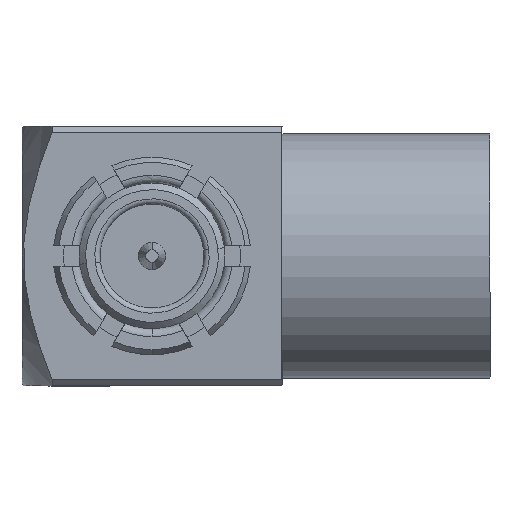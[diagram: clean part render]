
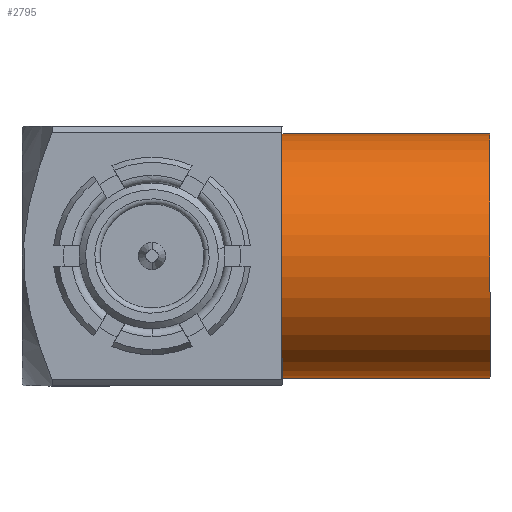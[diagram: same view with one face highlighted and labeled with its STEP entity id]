
A CAD part, left-side view. The second image highlights one B-rep face of the part: STEP entity #2795.
In plain terms, the highlighted cylindrical face has radius 2.35 mm (diameter 4.7 mm), a partial arc.
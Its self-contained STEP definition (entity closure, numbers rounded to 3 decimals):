
#215 = DIRECTION ( 'NONE',  ( 0., 0., -1. ) ) ;
#244 = VERTEX_POINT ( 'NONE', #3271 ) ;
#306 = FACE_OUTER_BOUND ( 'NONE', #4658, .T. ) ;
#571 = DIRECTION ( 'NONE',  ( 0., 1., 0. ) ) ;
#928 = LINE ( 'NONE', #6323, #6098 ) ;
#1071 = ORIENTED_EDGE ( 'NONE', *, *, #5615, .F. ) ;
#1078 = ORIENTED_EDGE ( 'NONE', *, *, #1319, .F. ) ;
#1319 = EDGE_CURVE ( 'NONE', #5380, #6257, #928, .T. ) ;
#1459 = EDGE_CURVE ( 'NONE', #1861, #244, #2058, .T. ) ;
#1861 = VERTEX_POINT ( 'NONE', #4993 ) ;
#1866 = AXIS2_PLACEMENT_3D ( 'NONE', #4254, #4823, #215 ) ;
#1972 = DIRECTION ( 'NONE',  ( 0., 1., 0. ) ) ;
#2012 = CARTESIAN_POINT ( 'NONE',  ( 6.7, -2.5, 0. ) ) ;
#2058 = LINE ( 'NONE', #5891, #3432 ) ;
#2400 = CYLINDRICAL_SURFACE ( 'NONE', #1866, 2.35 ) ;
#2451 = CARTESIAN_POINT ( 'NONE',  ( 6.7, -6.5, 0. ) ) ;
#2546 = DIRECTION ( 'NONE',  ( 0., 0., -1. ) ) ;
#2795 = ADVANCED_FACE ( 'NONE', ( #306 ), #2400, .T. ) ;
#2890 = CARTESIAN_POINT ( 'NONE',  ( 6.7, -6.5, -2.35 ) ) ;
#2965 = DIRECTION ( 'NONE',  ( 0., 0., -1. ) ) ;
#3271 = CARTESIAN_POINT ( 'NONE',  ( 6.7, -2.5, 2.35 ) ) ;
#3351 = AXIS2_PLACEMENT_3D ( 'NONE', #2012, #5633, #2546 ) ;
#3432 = VECTOR ( 'NONE', #1972, 1000. ) ;
#4254 = CARTESIAN_POINT ( 'NONE',  ( 6.7, 3.586, 0. ) ) ;
#4548 = ORIENTED_EDGE ( 'NONE', *, *, #1459, .T. ) ;
#4658 = EDGE_LOOP ( 'NONE', ( #5004, #4548, #1071, #1078 ) ) ;
#4792 = AXIS2_PLACEMENT_3D ( 'NONE', #2451, #6047, #2965 ) ;
#4823 = DIRECTION ( 'NONE',  ( 0., 1., 0. ) ) ;
#4993 = CARTESIAN_POINT ( 'NONE',  ( 6.7, -6.5, 2.35 ) ) ;
#5004 = ORIENTED_EDGE ( 'NONE', *, *, #5350, .T. ) ;
#5350 = EDGE_CURVE ( 'NONE', #5380, #1861, #6387, .T. ) ;
#5380 = VERTEX_POINT ( 'NONE', #2890 ) ;
#5615 = EDGE_CURVE ( 'NONE', #6257, #244, #6384, .T. ) ;
#5633 = DIRECTION ( 'NONE',  ( 0., 1., 0. ) ) ;
#5891 = CARTESIAN_POINT ( 'NONE',  ( 6.7, 3.586, 2.35 ) ) ;
#6047 = DIRECTION ( 'NONE',  ( 0., 1., 0. ) ) ;
#6098 = VECTOR ( 'NONE', #571, 1000. ) ;
#6158 = CARTESIAN_POINT ( 'NONE',  ( 6.7, -2.5, -2.35 ) ) ;
#6257 = VERTEX_POINT ( 'NONE', #6158 ) ;
#6323 = CARTESIAN_POINT ( 'NONE',  ( 6.7, 3.586, -2.35 ) ) ;
#6384 = CIRCLE ( 'NONE', #3351, 2.35 ) ;
#6387 = CIRCLE ( 'NONE', #4792, 2.35 ) ;
